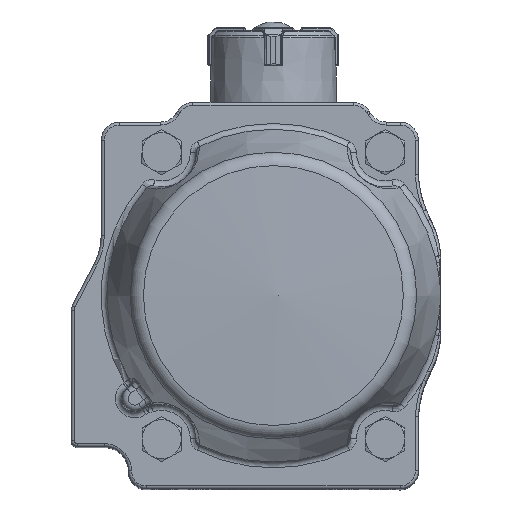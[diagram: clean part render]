
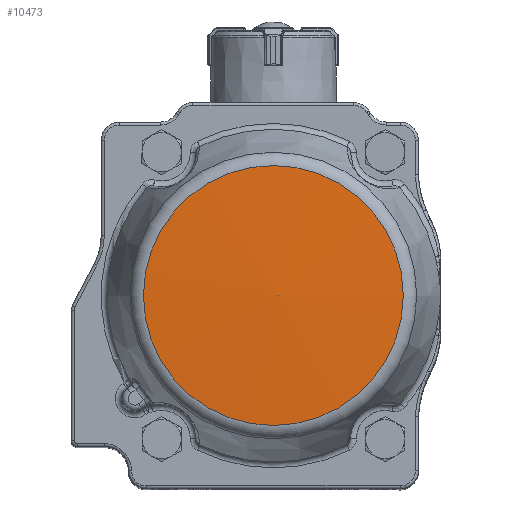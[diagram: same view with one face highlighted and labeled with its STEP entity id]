
A CAD part, top view. The second image highlights one B-rep face of the part: STEP entity #10473.
In plain terms, the highlighted toroidal (fillet/blend) face has major radius 0.793 mm and minor radius 540 mm.
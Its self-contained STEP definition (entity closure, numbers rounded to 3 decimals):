
#22=VERTEX_LOOP('',#7132);
#47=DEGENERATE_TOROIDAL_SURFACE('',#11456,0.793,540.,.F.);
#3258=ORIENTED_EDGE('',*,*,#5791,.F.);
#5791=EDGE_CURVE('',#7131,#7131,#8007,.T.);
#7131=VERTEX_POINT('',#18395);
#7132=VERTEX_POINT('',#18396);
#8007=CIRCLE('',#11457,43.034);
#8741=EDGE_LOOP('',(#3258));
#9579=FACE_BOUND('',#8741,.T.);
#9580=FACE_BOUND('',#22,.T.);
#10473=ADVANCED_FACE('',(#9579,#9580),#47,.F.);
#11456=AXIS2_PLACEMENT_3D('',#18393,#13379,#13380);
#11457=AXIS2_PLACEMENT_3D('',#18394,#13381,#13382);
#13379=DIRECTION('',(0.,0.,-1.));
#13380=DIRECTION('',(1.,0.,0.));
#13381=DIRECTION('',(0.,0.,-1.));
#13382=DIRECTION('',(-1.,0.,0.));
#18393=CARTESIAN_POINT('',(0.,0.,-404.899));
#18394=CARTESIAN_POINT('',(0.,0.,133.319));
#18395=CARTESIAN_POINT('',(-43.034,0.,133.319));
#18396=CARTESIAN_POINT('',(0.,0.,135.1));
